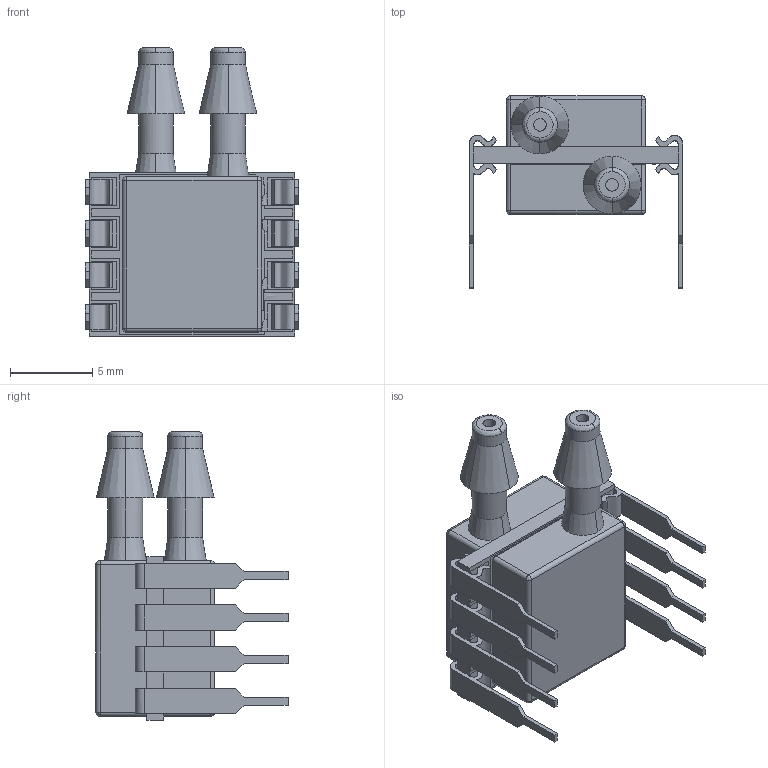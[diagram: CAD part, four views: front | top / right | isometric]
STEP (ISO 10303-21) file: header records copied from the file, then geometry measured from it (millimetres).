
FILE_DESCRIPTION (( 'STEP AP214' ), '1' );
FILE_NAME ('4525DO-DS5AI015DP.STEP', '2024-08-02T07:43:46', ( '' ), ( '' ), 'SwSTEP 2.0', 'SolidWorks 2024', '' );
FILE_SCHEMA (( 'AUTOMOTIVE_DESIGN' ));
Length unit declared in the file: millimetre
Products named in the file (1): 4525DO-DS5AI015DP
Bounding box: 12.95 x 11.65 x 17.48 mm (x, y, z)
Volume: 722.5 mm3; surface area: 911.1 mm2
Topology: 2 solids, 2 shells, 275 faces, 923 edges, 643 vertices
Faces by surface type: plane 123, bspline 112, cylinder 28, cone 12
Entity records: 32019 total; most frequent: CARTESIAN_POINT 25405, ORIENTED_EDGE 1826, EDGE_CURVE 913, DIRECTION 680, VERTEX_POINT 642, B_SPLINE_CURVE_WITH_KNOTS 609, EDGE_LOOP 307, FACE_OUTER_BOUND 275
